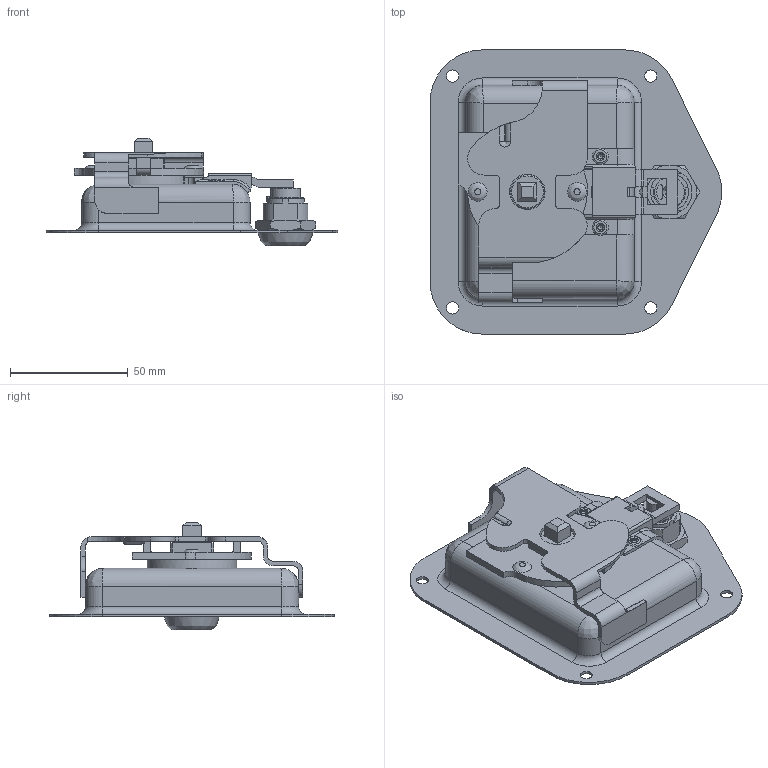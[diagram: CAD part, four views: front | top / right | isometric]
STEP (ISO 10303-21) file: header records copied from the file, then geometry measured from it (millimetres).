
FILE_DESCRIPTION((''),'2;1');
FILE_NAME('16-4876-SS52.stp','2013-11-21T08:34:53',('fredp'),(''),'Autodesk Inventor 2013','Autodesk Inventor 2013','');
FILE_SCHEMA(('AUTOMOTIVE_DESIGN { 1 0 10303 214 1 1 1 1 }'));
Length unit declared in the file: inch
Products named in the file (1): 16-4876-SS52
Bounding box: 123.83 x 120.65 x 45.72 mm (x, y, z)
Volume: 65487.2 mm3; surface area: 61656.5 mm2
Topology: 1 solids, 4 shells, 616 faces, 1638 edges, 1026 vertices
Faces by surface type: plane 306, cylinder 191, bspline 46, torus 40, cone 26, sphere 5, revolution 2
Full cylindrical faces by diameter (mm): 2.487 x1, 3.124 x2, 3.366 x4, 4.445 x1, 4.94 x2, 5.156 x4, 5.664 x2, 12.7 x1, 14.275 x2, 14.681 x2, 15.024 x1, 15.875 x1, 23.114 x1, 26.187 x1, 28.575 x1
Entity records: 24615 total; most frequent: CARTESIAN_POINT 9262, ORIENTED_EDGE 3122, DIRECTION 3023, EDGE_CURVE 1561, AXIS2_PLACEMENT_3D 1081, VERTEX_POINT 1009, VECTOR 859, LINE 859
